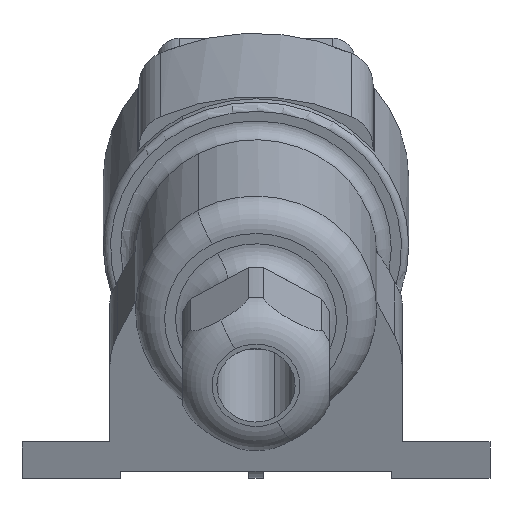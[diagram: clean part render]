
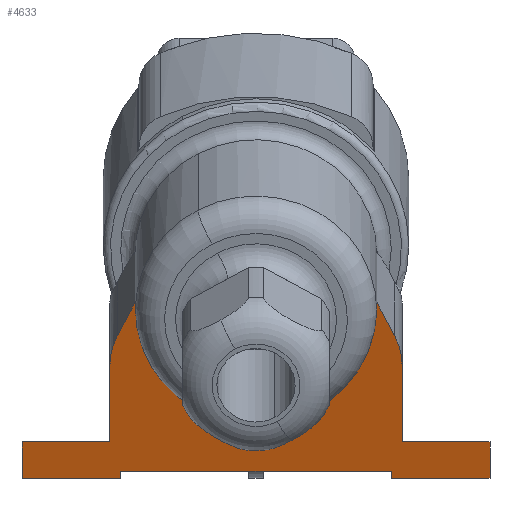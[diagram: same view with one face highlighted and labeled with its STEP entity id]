
A CAD part, front view. The second image highlights one B-rep face of the part: STEP entity #4633.
In plain terms, the highlighted planar face has unit normal (0, -0.94, -0.342).
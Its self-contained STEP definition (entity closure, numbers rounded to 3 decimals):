
#3025=AXIS2_PLACEMENT_3D('Plane Axis2P3D',#3022,#3023,#3024) ;
#4187=AXIS2_PLACEMENT_3D('Circle Axis2P3D',#4185,#4186,$) ;
#4281=AXIS2_PLACEMENT_3D('Circle Axis2P3D',#4279,#4280,$) ;
#4604=AXIS2_PLACEMENT_3D('Circle Axis2P3D',#4602,#4603,$) ;
#4611=AXIS2_PLACEMENT_3D('Circle Axis2P3D',#4609,#4610,$) ;
#3022=CARTESIAN_POINT('Axis2P3D Location',(64.,49.808,-20.155)) ;
#3973=CARTESIAN_POINT('Vertex',(50.5,42.472,0.)) ;
#3976=CARTESIAN_POINT('Line Origine',(50.5,42.29,0.5)) ;
#3980=CARTESIAN_POINT('Vertex',(50.5,42.108,1.)) ;
#4000=CARTESIAN_POINT('Line Origine',(32.,42.108,1.)) ;
#4004=CARTESIAN_POINT('Vertex',(13.5,42.108,1.)) ;
#4024=CARTESIAN_POINT('Line Origine',(13.5,42.29,0.5)) ;
#4028=CARTESIAN_POINT('Vertex',(13.5,42.472,0.)) ;
#4048=CARTESIAN_POINT('Line Origine',(6.75,42.472,0.)) ;
#4052=CARTESIAN_POINT('Vertex',(0.,42.472,0.)) ;
#4078=CARTESIAN_POINT('Line Origine',(0.,41.562,2.5)) ;
#4082=CARTESIAN_POINT('Vertex',(0.,40.652,5.)) ;
#4106=CARTESIAN_POINT('Vertex',(12.,40.652,5.)) ;
#4109=CARTESIAN_POINT('Line Origine',(6.,40.652,5.)) ;
#4132=CARTESIAN_POINT('Line Origine',(12.,38.768,10.175)) ;
#4136=CARTESIAN_POINT('Vertex',(12.,36.885,15.351)) ;
#4185=CARTESIAN_POINT('Axis2P3D Location',(22.,36.885,15.351)) ;
#4189=CARTESIAN_POINT('Vertex',(13.056,35.355,19.553)) ;
#4212=CARTESIAN_POINT('Line Origine',(52.,38.768,10.175)) ;
#4216=CARTESIAN_POINT('Vertex',(52.,40.652,5.)) ;
#4218=CARTESIAN_POINT('Vertex',(52.,36.885,15.351)) ;
#4276=CARTESIAN_POINT('Vertex',(50.944,35.355,19.553)) ;
#4279=CARTESIAN_POINT('Axis2P3D Location',(42.,36.885,15.351)) ;
#4294=CARTESIAN_POINT('Line Origine',(58.,40.652,5.)) ;
#4298=CARTESIAN_POINT('Vertex',(64.,40.652,5.)) ;
#4324=CARTESIAN_POINT('Line Origine',(64.,41.562,2.5)) ;
#4328=CARTESIAN_POINT('Vertex',(64.,42.472,0.)) ;
#4343=CARTESIAN_POINT('Line Origine',(57.25,42.472,0.)) ;
#4493=CARTESIAN_POINT('Line Origine',(14.278,34.519,21.85)) ;
#4497=CARTESIAN_POINT('Vertex',(15.5,33.683,24.147)) ;
#4586=CARTESIAN_POINT('Vertex',(48.5,33.683,24.147)) ;
#4589=CARTESIAN_POINT('Line Origine',(49.722,34.519,21.85)) ;
#4602=CARTESIAN_POINT('Axis2P3D Location',(32.,33.683,24.147)) ;
#4606=CARTESIAN_POINT('Vertex',(39.91,38.636,10.54)) ;
#4609=CARTESIAN_POINT('Axis2P3D Location',(32.,33.683,24.147)) ;
#3023=DIRECTION('Axis2P3D Direction',(0.,-0.94,-0.342)) ;
#3024=DIRECTION('Axis2P3D XDirection',(1.,0.,0.)) ;
#3977=DIRECTION('Vector Direction',(0.,-0.342,0.94)) ;
#4001=DIRECTION('Vector Direction',(1.,0.,0.)) ;
#4025=DIRECTION('Vector Direction',(0.,-0.342,0.94)) ;
#4049=DIRECTION('Vector Direction',(-1.,0.,0.)) ;
#4079=DIRECTION('Vector Direction',(0.,-0.342,0.94)) ;
#4110=DIRECTION('Vector Direction',(-1.,0.,0.)) ;
#4133=DIRECTION('Vector Direction',(0.,-0.342,0.94)) ;
#4186=DIRECTION('Axis2P3D Direction',(0.,0.94,0.342)) ;
#4213=DIRECTION('Vector Direction',(0.,0.342,-0.94)) ;
#4280=DIRECTION('Axis2P3D Direction',(0.,0.94,0.342)) ;
#4295=DIRECTION('Vector Direction',(-1.,0.,0.)) ;
#4325=DIRECTION('Vector Direction',(0.,0.342,-0.94)) ;
#4344=DIRECTION('Vector Direction',(-1.,0.,0.)) ;
#4494=DIRECTION('Vector Direction',(0.447,-0.306,0.84)) ;
#4590=DIRECTION('Vector Direction',(0.447,0.306,-0.84)) ;
#4603=DIRECTION('Axis2P3D Direction',(0.,-0.94,-0.342)) ;
#4610=DIRECTION('Axis2P3D Direction',(0.,-0.94,-0.342)) ;
#3978=VECTOR('Line Direction',#3977,1.) ;
#4002=VECTOR('Line Direction',#4001,1.) ;
#4026=VECTOR('Line Direction',#4025,1.) ;
#4050=VECTOR('Line Direction',#4049,1.) ;
#4080=VECTOR('Line Direction',#4079,1.) ;
#4111=VECTOR('Line Direction',#4110,1.) ;
#4134=VECTOR('Line Direction',#4133,1.) ;
#4214=VECTOR('Line Direction',#4213,1.) ;
#4296=VECTOR('Line Direction',#4295,1.) ;
#4326=VECTOR('Line Direction',#4325,1.) ;
#4345=VECTOR('Line Direction',#4344,1.) ;
#4495=VECTOR('Line Direction',#4494,1.) ;
#4591=VECTOR('Line Direction',#4590,1.) ;
#4615=ORIENTED_EDGE('',*,*,#4138,.T.) ;
#4616=ORIENTED_EDGE('',*,*,#4113,.F.) ;
#4617=ORIENTED_EDGE('',*,*,#4084,.T.) ;
#4618=ORIENTED_EDGE('',*,*,#4054,.F.) ;
#4619=ORIENTED_EDGE('',*,*,#4030,.F.) ;
#4620=ORIENTED_EDGE('',*,*,#4006,.F.) ;
#4621=ORIENTED_EDGE('',*,*,#3982,.F.) ;
#4622=ORIENTED_EDGE('',*,*,#4347,.F.) ;
#4623=ORIENTED_EDGE('',*,*,#4330,.T.) ;
#4624=ORIENTED_EDGE('',*,*,#4300,.T.) ;
#4625=ORIENTED_EDGE('',*,*,#4220,.T.) ;
#4626=ORIENTED_EDGE('',*,*,#4283,.F.) ;
#4627=ORIENTED_EDGE('',*,*,#4593,.T.) ;
#4628=ORIENTED_EDGE('',*,*,#4608,.F.) ;
#4629=ORIENTED_EDGE('',*,*,#4613,.F.) ;
#4630=ORIENTED_EDGE('',*,*,#4499,.T.) ;
#4631=ORIENTED_EDGE('',*,*,#4191,.F.) ;
#4633=ADVANCED_FACE('Hauptk\X2\00F6\X0\rper',(#4632),#3026,.T.) ;
#4188=CIRCLE('generated circle',#4187,10.) ;
#4282=CIRCLE('generated circle',#4281,10.) ;
#4605=CIRCLE('generated circle',#4604,16.5) ;
#4612=CIRCLE('generated circle',#4611,16.5) ;
#3982=EDGE_CURVE('',#3974,#3981,#3979,.T.) ;
#4006=EDGE_CURVE('',#3981,#4005,#4003,.F.) ;
#4030=EDGE_CURVE('',#4005,#4029,#4027,.F.) ;
#4054=EDGE_CURVE('',#4029,#4053,#4051,.T.) ;
#4084=EDGE_CURVE('',#4083,#4053,#4081,.F.) ;
#4113=EDGE_CURVE('',#4083,#4107,#4112,.F.) ;
#4138=EDGE_CURVE('',#4137,#4107,#4135,.F.) ;
#4191=EDGE_CURVE('',#4137,#4190,#4188,.T.) ;
#4220=EDGE_CURVE('',#4217,#4219,#4215,.F.) ;
#4283=EDGE_CURVE('',#4277,#4219,#4282,.T.) ;
#4300=EDGE_CURVE('',#4299,#4217,#4297,.T.) ;
#4330=EDGE_CURVE('',#4329,#4299,#4327,.F.) ;
#4347=EDGE_CURVE('',#4329,#3974,#4346,.T.) ;
#4499=EDGE_CURVE('',#4498,#4190,#4496,.F.) ;
#4593=EDGE_CURVE('',#4277,#4587,#4592,.F.) ;
#4608=EDGE_CURVE('',#4607,#4587,#4605,.T.) ;
#4613=EDGE_CURVE('',#4498,#4607,#4612,.T.) ;
#4614=EDGE_LOOP('',(#4615,#4616,#4617,#4618,#4619,#4620,#4621,#4622,#4623,#4624,#4625,#4626,#4627,#4628,#4629,#4630,#4631)) ;
#4632=FACE_OUTER_BOUND('',#4614,.T.) ;
#3979=LINE('Line',#3976,#3978) ;
#4003=LINE('Line',#4000,#4002) ;
#4027=LINE('Line',#4024,#4026) ;
#4051=LINE('Line',#4048,#4050) ;
#4081=LINE('Line',#4078,#4080) ;
#4112=LINE('Line',#4109,#4111) ;
#4135=LINE('Line',#4132,#4134) ;
#4215=LINE('Line',#4212,#4214) ;
#4297=LINE('Line',#4294,#4296) ;
#4327=LINE('Line',#4324,#4326) ;
#4346=LINE('Line',#4343,#4345) ;
#4496=LINE('Line',#4493,#4495) ;
#4592=LINE('Line',#4589,#4591) ;
#3026=PLANE('',#3025) ;
#3974=VERTEX_POINT('',#3973) ;
#3981=VERTEX_POINT('',#3980) ;
#4005=VERTEX_POINT('',#4004) ;
#4029=VERTEX_POINT('',#4028) ;
#4053=VERTEX_POINT('',#4052) ;
#4083=VERTEX_POINT('',#4082) ;
#4107=VERTEX_POINT('',#4106) ;
#4137=VERTEX_POINT('',#4136) ;
#4190=VERTEX_POINT('',#4189) ;
#4217=VERTEX_POINT('',#4216) ;
#4219=VERTEX_POINT('',#4218) ;
#4277=VERTEX_POINT('',#4276) ;
#4299=VERTEX_POINT('',#4298) ;
#4329=VERTEX_POINT('',#4328) ;
#4498=VERTEX_POINT('',#4497) ;
#4587=VERTEX_POINT('',#4586) ;
#4607=VERTEX_POINT('',#4606) ;
